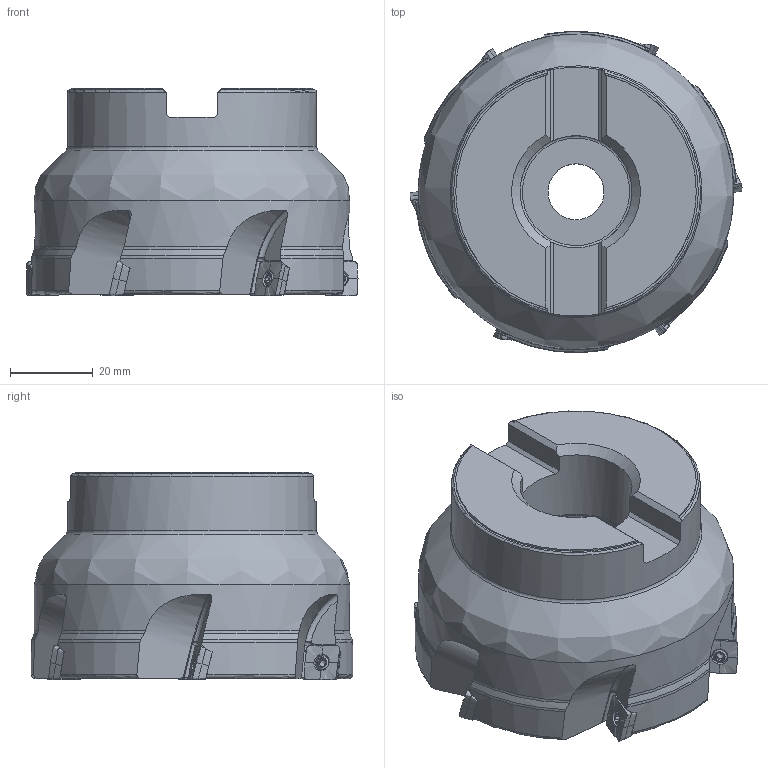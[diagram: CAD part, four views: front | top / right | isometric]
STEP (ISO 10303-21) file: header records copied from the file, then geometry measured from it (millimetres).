
FILE_DESCRIPTION(/* description */ (''),/* implementation_level */ '2;1');
FILE_NAME(/* name */ 'toolassembly_1.stp',/* time_stamp */ '2018-06-25T12:57:40+02:00',/* author */ (''),/* organization */ ('SMS'),/* preprocessor_version */ 'ST-DEVELOPER v15',/* originating_system */ 'SIEMENS PLM Software NX 8.5',/* authorisation */ '');
FILE_SCHEMA (('AUTOMOTIVE_DESIGN { 1 0 10303 214 3 1 1 1 }'));
Length unit declared in the file: millimetre
Products named in the file (4): ASSEMBLY_CONSTRUCTION; CUT_20180625125701; NOCUT_20180625125656; TOOLASSEMBLY_1
Assembly tree (8 placements, depth 2):
  TOOLASSEMBLY_1
    NOCUT_20180625125656
    CUT_20180625125701  x6
    ASSEMBLY_CONSTRUCTION
Bounding box: 80.01 x 77.51 x 50 mm (x, y, z)
Volume: 162747 mm3; surface area: 24269.8 mm2
Topology: 7 solids, 7 shells, 542 faces, 1529 edges, 1017 vertices
Faces by surface type: plane 207, bspline 84, extrusion 72, cone 71, torus 57, cylinder 38, sphere 12, revolution 1
Full cylindrical faces by diameter (mm): 2.5 x6, 2.8 x6, 3.45 x6, 13.5 x1, 20 x1, 27.011 x1, 27.5 x1, 60 x1, 76 x1
Entity records: 28801 total; most frequent: CARTESIAN_POINT 18259, ORIENTED_EDGE 2206, DIRECTION 2027, EDGE_CURVE 1103, AXIS2_PLACEMENT_3D 834, VERTEX_POINT 739, EDGE_LOOP 504, ADVANCED_FACE 437
